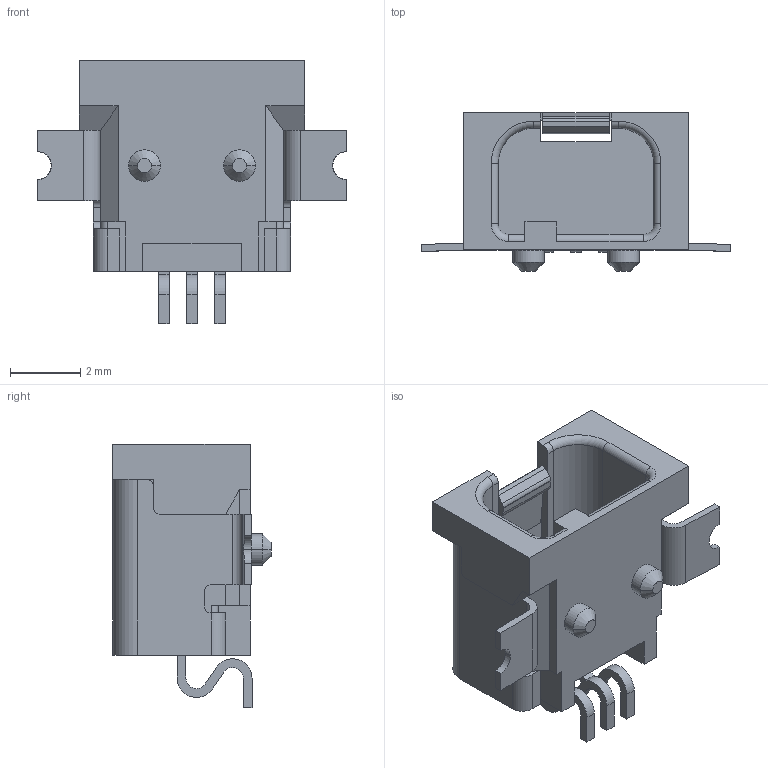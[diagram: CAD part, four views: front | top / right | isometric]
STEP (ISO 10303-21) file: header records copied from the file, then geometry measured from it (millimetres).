
FILE_DESCRIPTION(('OneSpaceDesigner STEP Export'),'2;1');
FILE_NAME('MQ172-3PA_STEP.stp','2007-02-21T10:06:48',(''),(''),'OneSpace Designer STEP processor (Jan. 2003) for AP214(CD)(Solid Model)','OneSpace Designer 12.00 10-Sep-2003 (C) CoCreate Software GmbH','');
FILE_SCHEMA(('AUTOMOTIVE_DESIGN_CC2 {1 2 10303 214 -1 1 5 1}'));
Length unit declared in the file: millimetre
Products named in the file (2): MQ172-3PA-ÈÕ
Assembly tree (1 placements, depth 2):
  MQ172-3PA-ÈÕ
    MQ172-3PA-ÈÕ
Bounding box: 8.8 x 4.5 x 7.5 mm (x, y, z)
Volume: 75.8 mm3; surface area: 267.6 mm2
Topology: 1 solids, 1 shells, 210 faces, 579 edges, 376 vertices
Faces by surface type: plane 149, cylinder 53, cone 4, torus 4
Entity records: 6457 total; most frequent: ORIENTED_EDGE 1158, CARTESIAN_POINT 1123, DIRECTION 1040, EDGE_CURVE 579, VECTOR 454, LINE 454, VERTEX_POINT 376, AXIS2_PLACEMENT_3D 293
